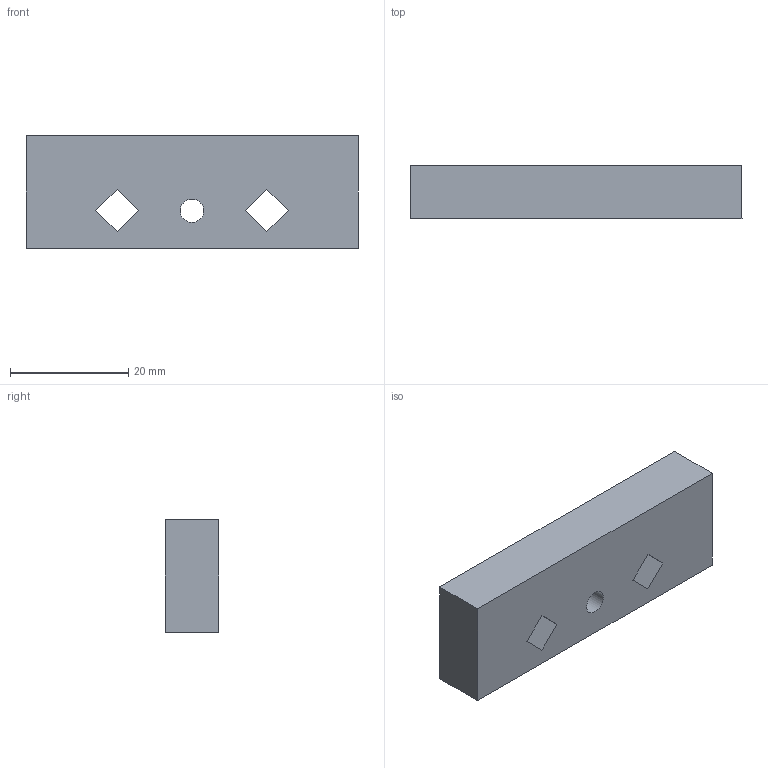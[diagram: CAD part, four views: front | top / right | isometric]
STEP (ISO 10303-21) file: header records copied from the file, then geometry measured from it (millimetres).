
FILE_DESCRIPTION(/* description */ (''),/* implementation_level */ '2;1');
FILE_NAME(/* name */ 'Lower Inner Drill Guide.step',/* time_stamp */ '2023-09-19T19:04:18-04:00',/* author */ (''),/* organization */ (''),/* preprocessor_version */ 'ST-DEVELOPER v20',/* originating_system */ 'Autodesk Translation Framework v12.9.0.99',/* authorisation */ '');
FILE_SCHEMA (('AUTOMOTIVE_DESIGN { 1 0 10303 214 3 1 1 }'));
Length unit declared in the file: inch
Products named in the file (1): Lower Inner Drill Guide
Bounding box: 56.26 x 9.08 x 19.05 mm (x, y, z)
Volume: 7866.4 mm3; surface area: 3821.4 mm2
Topology: 1 solids, 1 shells, 23 faces, 60 edges, 40 vertices
Faces by surface type: plane 19, cylinder 3, cone 1
Full cylindrical faces by diameter (mm): 3.969 x1
Entity records: 749 total; most frequent: CARTESIAN_POINT 124, ORIENTED_EDGE 120, DIRECTION 116, EDGE_CURVE 60, LINE 52, VECTOR 52, VERTEX_POINT 40, AXIS2_PLACEMENT_3D 32
